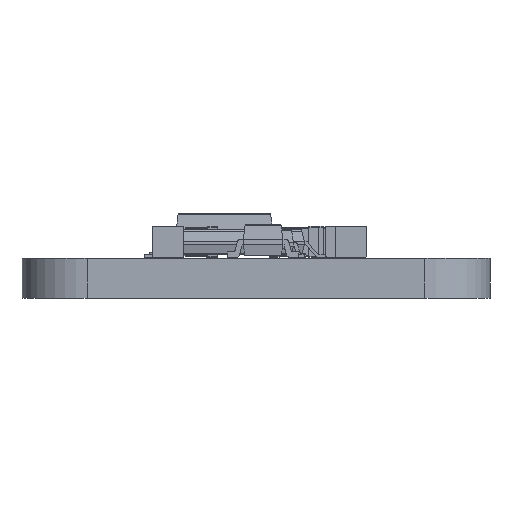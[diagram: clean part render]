
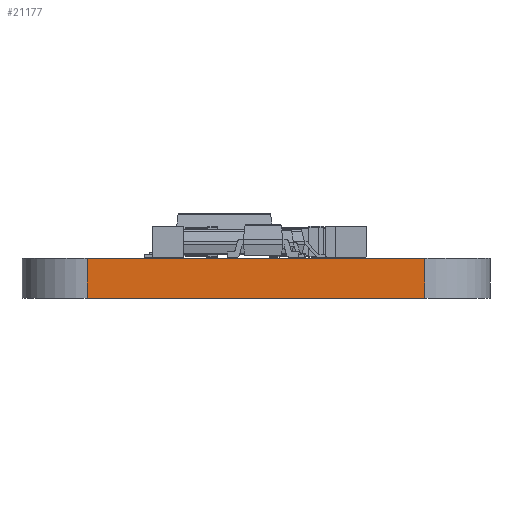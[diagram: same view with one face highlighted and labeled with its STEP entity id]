
A CAD part, front view. The second image highlights one B-rep face of the part: STEP entity #21177.
In plain terms, the highlighted planar face has unit normal (0, -1, 0).
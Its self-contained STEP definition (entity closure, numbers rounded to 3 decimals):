
#20325 = VERTEX_POINT('',#20326);
#20326 = CARTESIAN_POINT('',(0.836,-40.714,0.));
#20333 = EDGE_CURVE('',#20334,#20325,#20336,.T.);
#20334 = VERTEX_POINT('',#20335);
#20335 = CARTESIAN_POINT('',(14.404,-40.714,0.));
#20336 = LINE('',#20337,#20338);
#20337 = CARTESIAN_POINT('',(14.404,-40.714,0.));
#20338 = VECTOR('',#20339,1.);
#20339 = DIRECTION('',(-1.,0.,0.));
#20746 = VERTEX_POINT('',#20747);
#20747 = CARTESIAN_POINT('',(0.836,-40.714,1.6));
#20754 = EDGE_CURVE('',#20755,#20746,#20757,.T.);
#20755 = VERTEX_POINT('',#20756);
#20756 = CARTESIAN_POINT('',(14.404,-40.714,1.6));
#20757 = LINE('',#20758,#20759);
#20758 = CARTESIAN_POINT('',(14.404,-40.714,1.6));
#20759 = VECTOR('',#20760,1.);
#20760 = DIRECTION('',(-1.,0.,0.));
#21149 = EDGE_CURVE('',#20334,#20755,#21150,.T.);
#21150 = LINE('',#21151,#21152);
#21151 = CARTESIAN_POINT('',(14.404,-40.714,0.));
#21152 = VECTOR('',#21153,1.);
#21153 = DIRECTION('',(0.,0.,1.));
#21177 = ADVANCED_FACE('',(#21178),#21189,.T.);
#21178 = FACE_BOUND('',#21179,.T.);
#21179 = EDGE_LOOP('',(#21180,#21181,#21182,#21188));
#21180 = ORIENTED_EDGE('',*,*,#21149,.T.);
#21181 = ORIENTED_EDGE('',*,*,#20754,.T.);
#21182 = ORIENTED_EDGE('',*,*,#21183,.F.);
#21183 = EDGE_CURVE('',#20325,#20746,#21184,.T.);
#21184 = LINE('',#21185,#21186);
#21185 = CARTESIAN_POINT('',(0.836,-40.714,0.));
#21186 = VECTOR('',#21187,1.);
#21187 = DIRECTION('',(0.,0.,1.));
#21188 = ORIENTED_EDGE('',*,*,#20333,.F.);
#21189 = PLANE('',#21190);
#21190 = AXIS2_PLACEMENT_3D('',#21191,#21192,#21193);
#21191 = CARTESIAN_POINT('',(14.404,-40.714,0.));
#21192 = DIRECTION('',(0.,-1.,0.));
#21193 = DIRECTION('',(-1.,0.,0.));
